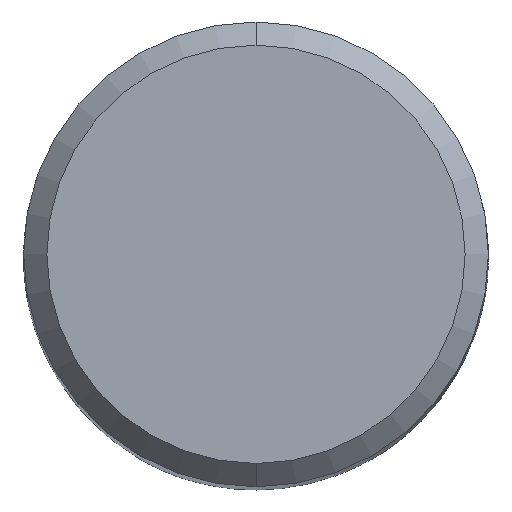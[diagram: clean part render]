
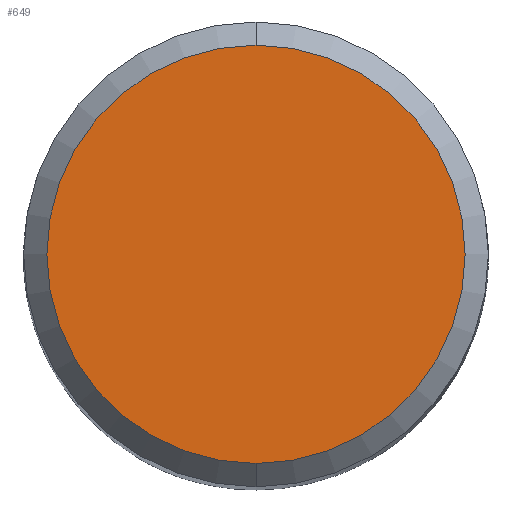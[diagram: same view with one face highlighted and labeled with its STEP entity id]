
A CAD part, top view. The second image highlights one B-rep face of the part: STEP entity #649.
In plain terms, the highlighted planar face has unit normal (0, 0, 1).
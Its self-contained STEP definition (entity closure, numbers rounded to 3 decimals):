
#525=VERTEX_POINT('',#1426);
#623=EDGE_CURVE('',#525,#1269,#1531,.T.);
#649=ADVANCED_FACE('',(#1558),#1559,.T.);
#673=EDGE_CURVE('',#1269,#525,#1585,.T.);
#1269=VERTEX_POINT('',#2234);
#1426=CARTESIAN_POINT('',(0.,-9.0,0.0));
#1531=CIRCLE('',#2844,9.0);
#1558=FACE_OUTER_BOUND('',#2902,.T.);
#1559=PLANE('',#2903);
#1585=CIRCLE('',#2967,9.0);
#2234=CARTESIAN_POINT('',(0.0,9.0,0.0));
#2844=AXIS2_PLACEMENT_3D('',#5232,#5233,#5234);
#2902=EDGE_LOOP('',(#5247,#5248));
#2903=AXIS2_PLACEMENT_3D('',#5249,#5250,#5251);
#2967=AXIS2_PLACEMENT_3D('',#5272,#5273,#5274);
#5232=CARTESIAN_POINT('',(0.0,0.0,0.0));
#5233=DIRECTION('',(0.0,0.0,-1.0));
#5234=DIRECTION('',(0.0,1.0,0.0));
#5247=ORIENTED_EDGE('',*,*,#673,.F.);
#5248=ORIENTED_EDGE('',*,*,#623,.F.);
#5249=CARTESIAN_POINT('',(0.0,4.5,0.0));
#5250=DIRECTION('',(-0.0,0.0,1.0));
#5251=DIRECTION('',(0.0,-1.0,0.0));
#5272=CARTESIAN_POINT('',(0.0,0.0,0.0));
#5273=DIRECTION('',(0.0,0.0,-1.0));
#5274=DIRECTION('',(0.0,1.0,0.0));
